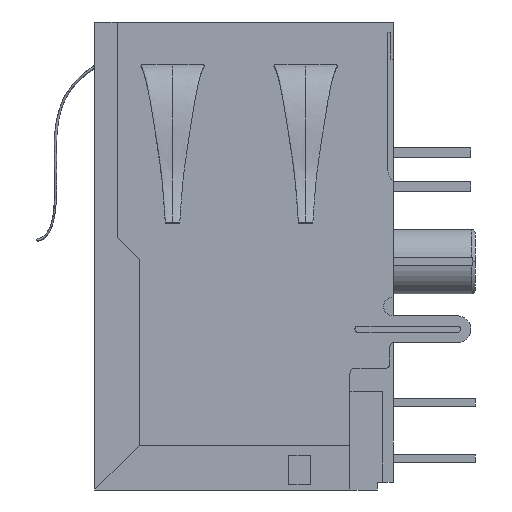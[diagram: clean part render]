
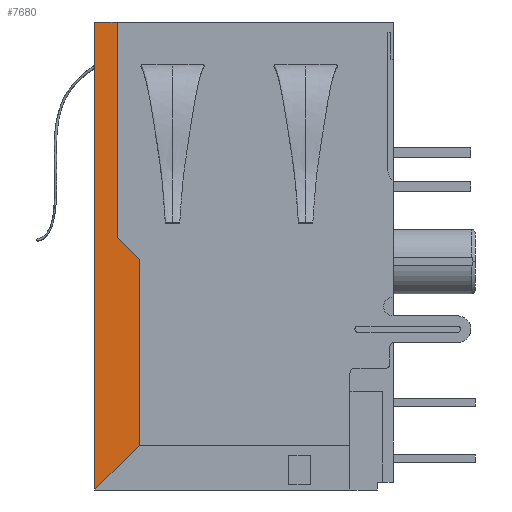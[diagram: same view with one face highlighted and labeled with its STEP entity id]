
A CAD part, left-side view. The second image highlights one B-rep face of the part: STEP entity #7680.
In plain terms, the highlighted planar face has unit normal (-1, 0, 0).
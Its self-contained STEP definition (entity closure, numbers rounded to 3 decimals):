
#115 = FACE_OUTER_BOUND ( 'NONE', #17155, .T. ) ;
#146 = AXIS2_PLACEMENT_3D ( 'NONE', #19717, #19718, #19719 ) ;
#6319 = VERTEX_POINT ( 'NONE', #19343 ) ;
#6320 = VERTEX_POINT ( 'NONE', #19344 ) ;
#6372 = VERTEX_POINT ( 'NONE', #19396 ) ;
#6373 = VERTEX_POINT ( 'NONE', #19397 ) ;
#6374 = VERTEX_POINT ( 'NONE', #19398 ) ;
#6531 = VERTEX_POINT ( 'NONE', #19555 ) ;
#6645 = VECTOR ( 'NONE', #7111, 1000. ) ;
#6701 = VECTOR ( 'NONE', #7288, 1000. ) ;
#6702 = VECTOR ( 'NONE', #7291, 1000. ) ;
#6703 = VECTOR ( 'NONE', #7294, 1000. ) ;
#7109 = LINE ( 'NONE', #7110, #6645 ) ;
#7110 = CARTESIAN_POINT ( 'NONE',  ( -8., 6.725, -10.55 ) ) ;
#7111 = DIRECTION ( 'NONE',  ( 0., 0.707, -0.707 ) ) ;
#7286 = LINE ( 'NONE', #7287, #6701 ) ;
#7287 = CARTESIAN_POINT ( 'NONE',  ( -8., 5.725, -10.55 ) ) ;
#7288 = DIRECTION ( 'NONE',  ( 0., 0., -1. ) ) ;
#7289 = LINE ( 'NONE', #7290, #6702 ) ;
#7290 = CARTESIAN_POINT ( 'NONE',  ( -8., 0.526, -4.351 ) ) ;
#7291 = DIRECTION ( 'NONE',  ( 0., -0.707, -0.707 ) ) ;
#7292 = LINE ( 'NONE', #7293, #6703 ) ;
#7293 = CARTESIAN_POINT ( 'NONE',  ( -8., 4.725, -10.55 ) ) ;
#7294 = DIRECTION ( 'NONE',  ( 0., 0., -1. ) ) ;
#7680 = ADVANCED_FACE ( 'NONE', ( #115 ), #19716, .T. ) ;
#8122 = VECTOR ( 'NONE', #8557, 1000. ) ;
#8149 = VECTOR ( 'NONE', #8980, 1000. ) ;
#8555 = LINE ( 'NONE', #8556, #8122 ) ;
#8556 = CARTESIAN_POINT ( 'NONE',  ( -8., 6.725, -10.55 ) ) ;
#8557 = DIRECTION ( 'NONE',  ( 0., 0., 1. ) ) ;
#8978 = LINE ( 'NONE', #8979, #8149 ) ;
#8979 = CARTESIAN_POINT ( 'NONE',  ( -8., 6.725, 10.55 ) ) ;
#8980 = DIRECTION ( 'NONE',  ( 0., -1., 0. ) ) ;
#12932 = ORIENTED_EDGE ( 'NONE', *, *, #13547, .F. ) ;
#12933 = ORIENTED_EDGE ( 'NONE', *, *, #13604, .F. ) ;
#12934 = ORIENTED_EDGE ( 'NONE', *, *, #13606, .F. ) ;
#12935 = ORIENTED_EDGE ( 'NONE', *, *, #13605, .F. ) ;
#12936 = ORIENTED_EDGE ( 'NONE', *, *, #13830, .F. ) ;
#12938 = ORIENTED_EDGE ( 'NONE', *, *, #13787, .F. ) ;
#13547 = EDGE_CURVE ( 'NONE', #6319, #6320, #7109, .T. ) ;
#13604 = EDGE_CURVE ( 'NONE', #6372, #6373, #7286, .T. ) ;
#13605 = EDGE_CURVE ( 'NONE', #6373, #6374, #7289, .T. ) ;
#13606 = EDGE_CURVE ( 'NONE', #6374, #6319, #7292, .T. ) ;
#13787 = EDGE_CURVE ( 'NONE', #6320, #6531, #8555, .T. ) ;
#13830 = EDGE_CURVE ( 'NONE', #6531, #6372, #8978, .T. ) ;
#17155 = EDGE_LOOP ( 'NONE', ( #12932, #12934, #12935, #12933, #12936, #12938 ) ) ;
#19343 = CARTESIAN_POINT ( 'NONE',  ( -8., 4.725, -8.55 ) ) ;
#19344 = CARTESIAN_POINT ( 'NONE',  ( -8., 6.725, -10.55 ) ) ;
#19396 = CARTESIAN_POINT ( 'NONE',  ( -8., 5.725, 10.55 ) ) ;
#19397 = CARTESIAN_POINT ( 'NONE',  ( -8., 5.725, 0.847 ) ) ;
#19398 = CARTESIAN_POINT ( 'NONE',  ( -8., 4.725, -0.153 ) ) ;
#19555 = CARTESIAN_POINT ( 'NONE',  ( -8., 6.725, 10.55 ) ) ;
#19716 = PLANE ( 'NONE',  #146 ) ;
#19717 = CARTESIAN_POINT ( 'NONE',  ( -8., 6.725, -10.55 ) ) ;
#19718 = DIRECTION ( 'NONE',  ( -1., 0., 0. ) ) ;
#19719 = DIRECTION ( 'NONE',  ( 0., 0., 1. ) ) ;
